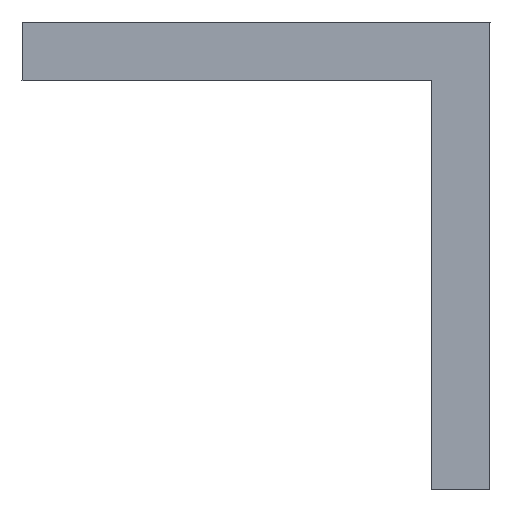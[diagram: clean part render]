
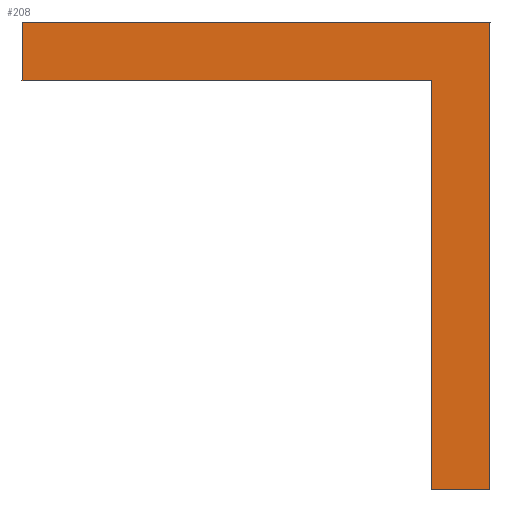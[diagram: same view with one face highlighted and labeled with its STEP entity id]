
A CAD part, left-side view. The second image highlights one B-rep face of the part: STEP entity #208.
In plain terms, the highlighted planar face has unit normal (-1, 0, 0).
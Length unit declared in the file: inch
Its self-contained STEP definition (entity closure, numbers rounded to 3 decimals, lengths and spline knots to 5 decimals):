
#16=LINE('',#321,#34);
#20=LINE('',#329,#38);
#23=LINE('',#335,#41);
#25=LINE('',#339,#43);
#29=LINE('',#347,#47);
#31=LINE('',#350,#49);
#34=VECTOR('',#269,39.37008);
#38=VECTOR('',#275,39.37008);
#41=VECTOR('',#280,39.37008);
#43=VECTOR('',#284,39.37008);
#47=VECTOR('',#290,39.37008);
#49=VECTOR('',#294,39.37008);
#58=PLANE('',#245);
#78=FACE_OUTER_BOUND('',#98,.T.);
#98=EDGE_LOOP('',(#189,#190,#191,#192,#193,#194));
#111=VERTEX_POINT('',#317);
#113=VERTEX_POINT('',#320);
#115=VERTEX_POINT('',#326);
#117=VERTEX_POINT('',#332);
#119=VERTEX_POINT('',#338);
#121=VERTEX_POINT('',#344);
#130=EDGE_CURVE('',#113,#111,#16,.T.);
#134=EDGE_CURVE('',#111,#115,#20,.T.);
#137=EDGE_CURVE('',#115,#117,#23,.T.);
#139=EDGE_CURVE('',#119,#113,#25,.T.);
#143=EDGE_CURVE('',#117,#121,#29,.T.);
#145=EDGE_CURVE('',#121,#119,#31,.T.);
#189=ORIENTED_EDGE('',*,*,#130,.T.);
#190=ORIENTED_EDGE('',*,*,#134,.T.);
#191=ORIENTED_EDGE('',*,*,#137,.T.);
#192=ORIENTED_EDGE('',*,*,#143,.T.);
#193=ORIENTED_EDGE('',*,*,#145,.T.);
#194=ORIENTED_EDGE('',*,*,#139,.T.);
#208=ADVANCED_FACE('',(#78),#58,.T.);
#245=AXIS2_PLACEMENT_3D('',#353,#298,#299);
#269=DIRECTION('',(0.,-1.,0.));
#275=DIRECTION('',(0.,0.,1.));
#280=DIRECTION('',(0.,1.,0.));
#284=DIRECTION('',(0.,0.,-1.));
#290=DIRECTION('',(0.,0.,-1.));
#294=DIRECTION('',(0.,-1.,0.));
#298=DIRECTION('center_axis',(-1.,0.,0.));
#299=DIRECTION('ref_axis',(0.,0.265,-0.964));
#317=CARTESIAN_POINT('',(-51.49089,0.,111.05794));
#320=CARTESIAN_POINT('',(-51.49089,0.125,111.05794));
#321=CARTESIAN_POINT('',(-51.49089,0.0625,111.05794));
#326=CARTESIAN_POINT('',(-51.49089,0.,112.05794));
#329=CARTESIAN_POINT('',(-51.49089,0.,111.55794));
#332=CARTESIAN_POINT('',(-51.49089,1.,112.05794));
#335=CARTESIAN_POINT('',(-51.49089,0.5,112.05794));
#338=CARTESIAN_POINT('',(-51.49089,0.125,111.93294));
#339=CARTESIAN_POINT('',(-51.49089,0.125,111.49544));
#344=CARTESIAN_POINT('',(-51.49089,1.,111.93294));
#347=CARTESIAN_POINT('',(-51.49089,1.,111.99544));
#350=CARTESIAN_POINT('',(-51.49089,0.5625,111.93294));
#353=CARTESIAN_POINT('Origin',(-51.49089,6.54465,112.55794));
